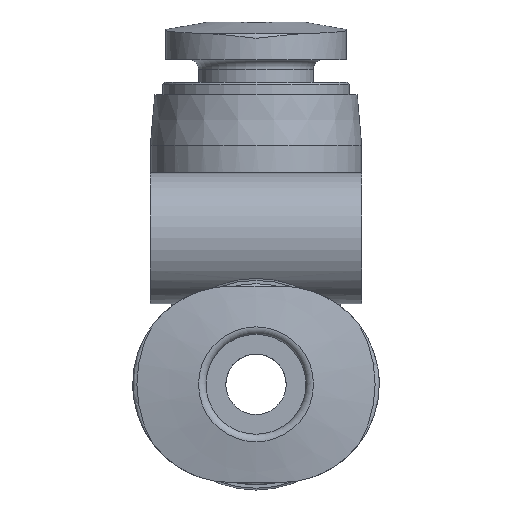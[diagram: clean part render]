
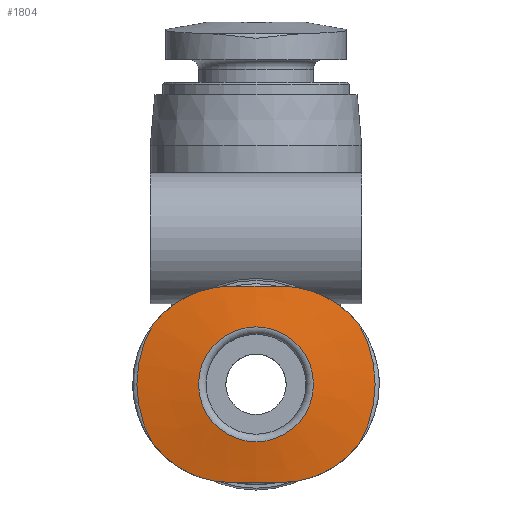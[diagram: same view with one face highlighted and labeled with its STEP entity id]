
A CAD part, left-side view. The second image highlights one B-rep face of the part: STEP entity #1804.
In plain terms, the highlighted conical face has half-angle 80 degrees and reference radius 2.284 mm.
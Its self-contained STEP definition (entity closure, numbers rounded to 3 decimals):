
#163=B_SPLINE_CURVE_WITH_KNOTS('',3,(#2803,#2804,#2805,#2806),
 .UNSPECIFIED.,.F.,.F.,(4,4),(0.,0.004),
 .UNSPECIFIED.);
#166=B_SPLINE_CURVE_WITH_KNOTS('',3,(#2818,#2819,#2820,#2821),
 .UNSPECIFIED.,.F.,.F.,(4,4),(0.,0.004),
 .UNSPECIFIED.);
#167=B_SPLINE_CURVE_WITH_KNOTS('',3,(#2825,#2826,#2827,#2828),
 .UNSPECIFIED.,.F.,.F.,(4,4),(0.002,0.004),
 .UNSPECIFIED.);
#168=B_SPLINE_CURVE_WITH_KNOTS('',3,(#2832,#2833,#2834,#2835),
 .UNSPECIFIED.,.F.,.F.,(4,4),(0.,0.004),
 .UNSPECIFIED.);
#171=B_SPLINE_CURVE_WITH_KNOTS('',3,(#2847,#2848,#2849,#2850),
 .UNSPECIFIED.,.F.,.F.,(4,4),(0.,0.004),
 .UNSPECIFIED.);
#172=B_SPLINE_CURVE_WITH_KNOTS('',3,(#2852,#2853,#2854,#2855),
 .UNSPECIFIED.,.F.,.F.,(4,4),(0.002,0.004),
 .UNSPECIFIED.);
#184=CONICAL_SURFACE('',#1948,2.285,1.396);
#428=ORIENTED_EDGE('',*,*,#655,.F.);
#429=ORIENTED_EDGE('',*,*,#642,.T.);
#430=ORIENTED_EDGE('',*,*,#647,.T.);
#431=ORIENTED_EDGE('',*,*,#652,.T.);
#432=ORIENTED_EDGE('',*,*,#654,.F.);
#433=ORIENTED_EDGE('',*,*,#649,.T.);
#434=ORIENTED_EDGE('',*,*,#653,.T.);
#435=ORIENTED_EDGE('',*,*,#645,.T.);
#436=ORIENTED_EDGE('',*,*,#656,.T.);
#642=EDGE_CURVE('',#778,#777,#163,.T.);
#645=EDGE_CURVE('',#776,#780,#166,.T.);
#647=EDGE_CURVE('',#777,#781,#167,.T.);
#649=EDGE_CURVE('',#783,#782,#168,.T.);
#652=EDGE_CURVE('',#781,#785,#171,.T.);
#653=EDGE_CURVE('',#782,#776,#172,.T.);
#654=EDGE_CURVE('',#783,#785,#852,.T.);
#655=EDGE_CURVE('',#778,#780,#853,.T.);
#656=EDGE_CURVE('',#786,#786,#854,.T.);
#776=VERTEX_POINT('',#2800);
#777=VERTEX_POINT('',#2802);
#778=VERTEX_POINT('',#2807);
#780=VERTEX_POINT('',#2817);
#781=VERTEX_POINT('',#2824);
#782=VERTEX_POINT('',#2831);
#783=VERTEX_POINT('',#2836);
#785=VERTEX_POINT('',#2846);
#786=VERTEX_POINT('',#2862);
#852=CIRCLE('',#1945,4.735);
#853=CIRCLE('',#1947,4.735);
#854=CIRCLE('',#1949,2.285);
#962=EDGE_LOOP('',(#428,#429,#430,#431,#432,#433,#434,#435));
#963=EDGE_LOOP('',(#436));
#1096=FACE_BOUND('',#962,.T.);
#1097=FACE_BOUND('',#963,.T.);
#1804=ADVANCED_FACE('',(#1096,#1097),#184,.T.);
#1945=AXIS2_PLACEMENT_3D('',#2857,#2244,#2245);
#1947=AXIS2_PLACEMENT_3D('',#2859,#2248,#2249);
#1948=AXIS2_PLACEMENT_3D('',#2860,#2250,#2251);
#1949=AXIS2_PLACEMENT_3D('',#2861,#2252,#2253);
#2244=DIRECTION('',(1.,0.,0.));
#2245=DIRECTION('',(0.,0.,-1.));
#2248=DIRECTION('',(1.,0.,0.));
#2249=DIRECTION('',(0.,0.,-1.));
#2250=DIRECTION('',(1.,0.,0.));
#2251=DIRECTION('',(0.,0.,-1.));
#2252=DIRECTION('',(1.,0.,0.));
#2253=DIRECTION('',(0.,0.,-1.));
#2800=CARTESIAN_POINT('',(-14.193,1.,3.9));
#2802=CARTESIAN_POINT('',(-14.193,1.,-3.9));
#2803=CARTESIAN_POINT('',(-14.068,4.104,-2.361));
#2804=CARTESIAN_POINT('',(-14.095,3.373,-3.321));
#2805=CARTESIAN_POINT('',(-14.14,2.206,-3.9));
#2806=CARTESIAN_POINT('',(-14.193,1.,-3.9));
#2807=CARTESIAN_POINT('',(-14.068,4.104,-2.361));
#2817=CARTESIAN_POINT('',(-14.068,4.104,2.361));
#2818=CARTESIAN_POINT('',(-14.193,1.,3.9));
#2819=CARTESIAN_POINT('',(-14.14,2.206,3.9));
#2820=CARTESIAN_POINT('',(-14.095,3.373,3.322));
#2821=CARTESIAN_POINT('',(-14.068,4.104,2.361));
#2824=CARTESIAN_POINT('',(-14.193,-1.,-3.9));
#2825=CARTESIAN_POINT('',(-14.193,1.,-3.9));
#2826=CARTESIAN_POINT('',(-14.222,0.334,-3.9));
#2827=CARTESIAN_POINT('',(-14.222,-0.333,-3.9));
#2828=CARTESIAN_POINT('',(-14.193,-1.,-3.9));
#2831=CARTESIAN_POINT('',(-14.193,-1.,3.9));
#2832=CARTESIAN_POINT('',(-14.068,-4.104,2.361));
#2833=CARTESIAN_POINT('',(-14.095,-3.373,3.321));
#2834=CARTESIAN_POINT('',(-14.14,-2.206,3.9));
#2835=CARTESIAN_POINT('',(-14.193,-1.,3.9));
#2836=CARTESIAN_POINT('',(-14.068,-4.104,2.361));
#2846=CARTESIAN_POINT('',(-14.068,-4.104,-2.361));
#2847=CARTESIAN_POINT('',(-14.193,-1.,-3.9));
#2848=CARTESIAN_POINT('',(-14.14,-2.206,-3.9));
#2849=CARTESIAN_POINT('',(-14.095,-3.373,-3.322));
#2850=CARTESIAN_POINT('',(-14.068,-4.104,-2.361));
#2852=CARTESIAN_POINT('',(-14.193,-1.,3.9));
#2853=CARTESIAN_POINT('',(-14.222,-0.334,3.9));
#2854=CARTESIAN_POINT('',(-14.222,0.333,3.9));
#2855=CARTESIAN_POINT('',(-14.193,1.,3.9));
#2857=CARTESIAN_POINT('',(-14.068,0.,0.));
#2859=CARTESIAN_POINT('',(-14.068,0.,0.));
#2860=CARTESIAN_POINT('',(-14.5,0.,0.));
#2861=CARTESIAN_POINT('',(-14.5,0.,0.));
#2862=CARTESIAN_POINT('',(-14.5,0.,-2.285));
